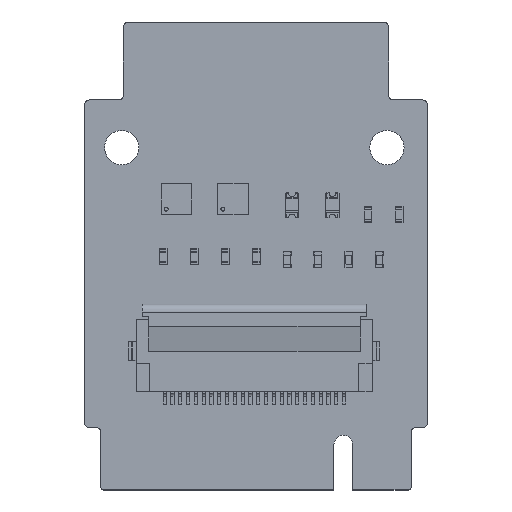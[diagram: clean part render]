
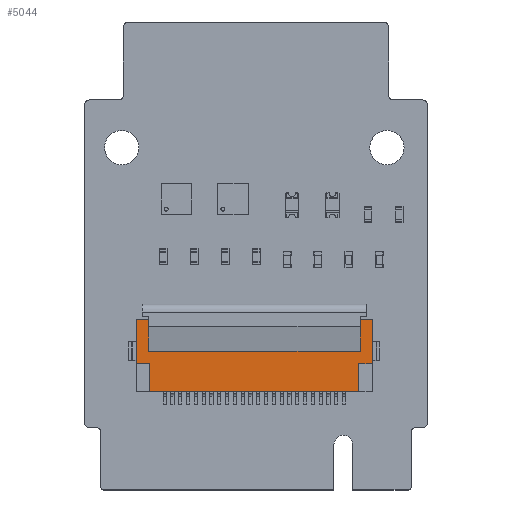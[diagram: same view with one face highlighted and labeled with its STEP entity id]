
A CAD part, top view. The second image highlights one B-rep face of the part: STEP entity #5044.
In plain terms, the highlighted planar face has unit normal (0, 0, 1).
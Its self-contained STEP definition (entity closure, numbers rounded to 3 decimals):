
#4884 = VERTEX_POINT('',#4885);
#4885 = CARTESIAN_POINT('',(-6.7,1.2,2.));
#4891 = EDGE_CURVE('',#4884,#4892,#4894,.T.);
#4892 = VERTEX_POINT('',#4893);
#4893 = CARTESIAN_POINT('',(6.7,1.2,2.));
#4894 = LINE('',#4895,#4896);
#4895 = CARTESIAN_POINT('',(-7.55,1.2,2.));
#4896 = VECTOR('',#4897,1.);
#4897 = DIRECTION('',(1.,0.,0.));
#4971 = VERTEX_POINT('',#4972);
#4972 = CARTESIAN_POINT('',(7.55,-0.6,2.));
#4978 = EDGE_CURVE('',#4971,#4979,#4981,.T.);
#4979 = VERTEX_POINT('',#4980);
#4980 = CARTESIAN_POINT('',(7.55,-3.4,2.));
#4981 = LINE('',#4982,#4983);
#4982 = CARTESIAN_POINT('',(7.55,1.2,2.));
#4983 = VECTOR('',#4984,1.);
#4984 = DIRECTION('',(0.,-1.,0.));
#5024 = EDGE_CURVE('',#4892,#5025,#5027,.T.);
#5025 = VERTEX_POINT('',#5026);
#5026 = CARTESIAN_POINT('',(6.7,-0.6,2.));
#5027 = LINE('',#5028,#5029);
#5028 = CARTESIAN_POINT('',(6.7,1.3,2.));
#5029 = VECTOR('',#5030,1.);
#5030 = DIRECTION('',(0.,-1.,0.));
#5044 = ADVANCED_FACE('',(#5045),#5118,.T.);
#5045 = FACE_BOUND('',#5046,.T.);
#5046 = EDGE_LOOP('',(#5047,#5048,#5056,#5064,#5072,#5080,#5088,#5096,
    #5104,#5110,#5111,#5117));
#5047 = ORIENTED_EDGE('',*,*,#4891,.F.);
#5048 = ORIENTED_EDGE('',*,*,#5049,.F.);
#5049 = EDGE_CURVE('',#5050,#4884,#5052,.T.);
#5050 = VERTEX_POINT('',#5051);
#5051 = CARTESIAN_POINT('',(-6.7,-0.6,2.));
#5052 = LINE('',#5053,#5054);
#5053 = CARTESIAN_POINT('',(-6.7,-0.6,2.));
#5054 = VECTOR('',#5055,1.);
#5055 = DIRECTION('',(0.,1.,0.));
#5056 = ORIENTED_EDGE('',*,*,#5057,.T.);
#5057 = EDGE_CURVE('',#5050,#5058,#5060,.T.);
#5058 = VERTEX_POINT('',#5059);
#5059 = CARTESIAN_POINT('',(-7.55,-0.6,2.));
#5060 = LINE('',#5061,#5062);
#5061 = CARTESIAN_POINT('',(-6.7,-0.6,2.));
#5062 = VECTOR('',#5063,1.);
#5063 = DIRECTION('',(-1.,0.,0.));
#5064 = ORIENTED_EDGE('',*,*,#5065,.T.);
#5065 = EDGE_CURVE('',#5058,#5066,#5068,.T.);
#5066 = VERTEX_POINT('',#5067);
#5067 = CARTESIAN_POINT('',(-7.55,-3.4,2.));
#5068 = LINE('',#5069,#5070);
#5069 = CARTESIAN_POINT('',(-7.55,1.2,2.));
#5070 = VECTOR('',#5071,1.);
#5071 = DIRECTION('',(0.,-1.,0.));
#5072 = ORIENTED_EDGE('',*,*,#5073,.T.);
#5073 = EDGE_CURVE('',#5066,#5074,#5076,.T.);
#5074 = VERTEX_POINT('',#5075);
#5075 = CARTESIAN_POINT('',(-6.785,-3.4,2.));
#5076 = LINE('',#5077,#5078);
#5077 = CARTESIAN_POINT('',(-7.55,-3.4,2.));
#5078 = VECTOR('',#5079,1.);
#5079 = DIRECTION('',(1.,0.,0.));
#5080 = ORIENTED_EDGE('',*,*,#5081,.T.);
#5081 = EDGE_CURVE('',#5074,#5082,#5084,.T.);
#5082 = VERTEX_POINT('',#5083);
#5083 = CARTESIAN_POINT('',(-6.785,-1.4,2.));
#5084 = LINE('',#5085,#5086);
#5085 = CARTESIAN_POINT('',(-6.785,-4.4,2.));
#5086 = VECTOR('',#5087,1.);
#5087 = DIRECTION('',(0.,1.,0.));
#5088 = ORIENTED_EDGE('',*,*,#5089,.T.);
#5089 = EDGE_CURVE('',#5082,#5090,#5092,.T.);
#5090 = VERTEX_POINT('',#5091);
#5091 = CARTESIAN_POINT('',(6.785,-1.4,2.));
#5092 = LINE('',#5093,#5094);
#5093 = CARTESIAN_POINT('',(-6.785,-1.4,2.));
#5094 = VECTOR('',#5095,1.);
#5095 = DIRECTION('',(1.,0.,0.));
#5096 = ORIENTED_EDGE('',*,*,#5097,.T.);
#5097 = EDGE_CURVE('',#5090,#5098,#5100,.T.);
#5098 = VERTEX_POINT('',#5099);
#5099 = CARTESIAN_POINT('',(6.785,-3.4,2.));
#5100 = LINE('',#5101,#5102);
#5101 = CARTESIAN_POINT('',(6.785,-1.4,2.));
#5102 = VECTOR('',#5103,1.);
#5103 = DIRECTION('',(0.,-1.,0.));
#5104 = ORIENTED_EDGE('',*,*,#5105,.T.);
#5105 = EDGE_CURVE('',#5098,#4979,#5106,.T.);
#5106 = LINE('',#5107,#5108);
#5107 = CARTESIAN_POINT('',(-7.55,-3.4,2.));
#5108 = VECTOR('',#5109,1.);
#5109 = DIRECTION('',(1.,0.,0.));
#5110 = ORIENTED_EDGE('',*,*,#4978,.F.);
#5111 = ORIENTED_EDGE('',*,*,#5112,.T.);
#5112 = EDGE_CURVE('',#4971,#5025,#5113,.T.);
#5113 = LINE('',#5114,#5115);
#5114 = CARTESIAN_POINT('',(8.2,-0.6,2.));
#5115 = VECTOR('',#5116,1.);
#5116 = DIRECTION('',(-1.,0.,0.));
#5117 = ORIENTED_EDGE('',*,*,#5024,.F.);
#5118 = PLANE('',#5119);
#5119 = AXIS2_PLACEMENT_3D('',#5120,#5121,#5122);
#5120 = CARTESIAN_POINT('',(0.,-1.1,2.));
#5121 = DIRECTION('',(0.,0.,1.));
#5122 = DIRECTION('',(0.,1.,0.));
